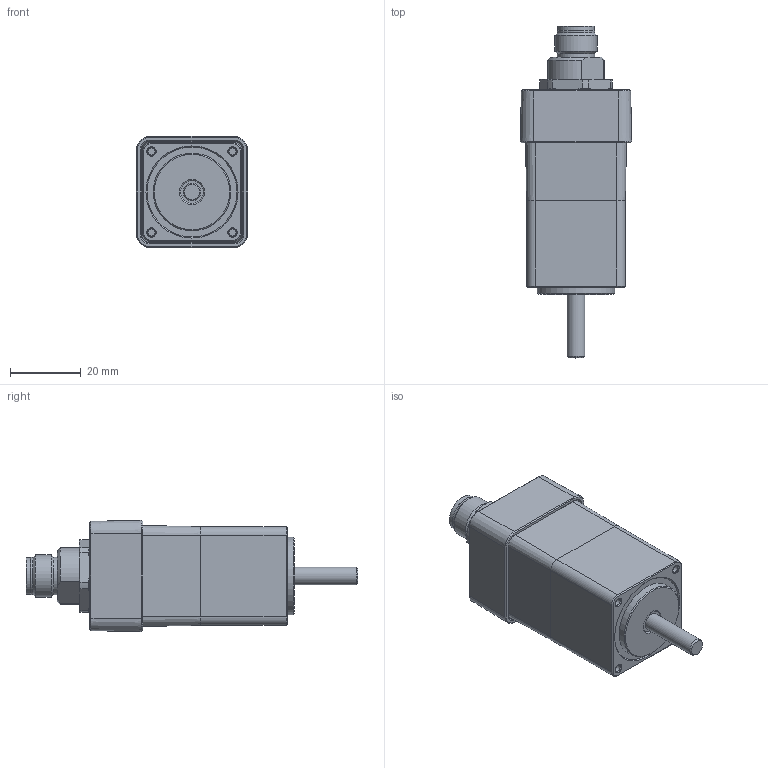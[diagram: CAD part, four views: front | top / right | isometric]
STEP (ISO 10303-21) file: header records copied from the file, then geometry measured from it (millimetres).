
FILE_DESCRIPTION(/* description */ (''),/* implementation_level */ '2;1');
FILE_NAME(/* name */ 'PD1-C281S15-E-65-x.stp',/* time_stamp */ '2023-11-02T15:04:28+01:00',/* author */ ('angelika.schneid'),/* organization */ (''),/* preprocessor_version */ 'ST-DEVELOPER v18.1',/* originating_system */ 'Autodesk Inventor 2021',/* authorisation */ '');
FILE_SCHEMA (('AUTOMOTIVE_DESIGN { 1 0 10303 214 3 1 1 }'));
Length unit declared in the file: millimetre
Products named in the file (1): PD1-C281S15-E-OF-2
Bounding box: 31.51 x 94.06 x 31.51 mm (x, y, z)
Volume: 73022.4 mm3; surface area: 26971 mm2
Topology: 9 solids, 15 shells, 883 faces, 2321 edges, 1505 vertices
Faces by surface type: plane 439, cylinder 211, cone 111, bspline 78, torus 40, sphere 4
Full cylindrical faces by diameter (mm): 0.6 x4, 0.8 x4, 1 x7, 1.2 x11, 1.4 x4, 1.5 x4, 2.05 x4, 2.256 x4, 2.5 x8, 2.8 x2, 2.9 x4, 4 x2, 5 x1, 5.5 x4, 10.5 x1, 10.6 x2, 12 x1, 13.2 x2, 22 x1
Entity records: 40542 total; most frequent: CARTESIAN_POINT 18036, ORIENTED_EDGE 4624, DIRECTION 4453, EDGE_CURVE 2318, AXIS2_PLACEMENT_3D 1584, VERTEX_POINT 1505, LINE 1285, VECTOR 1285
